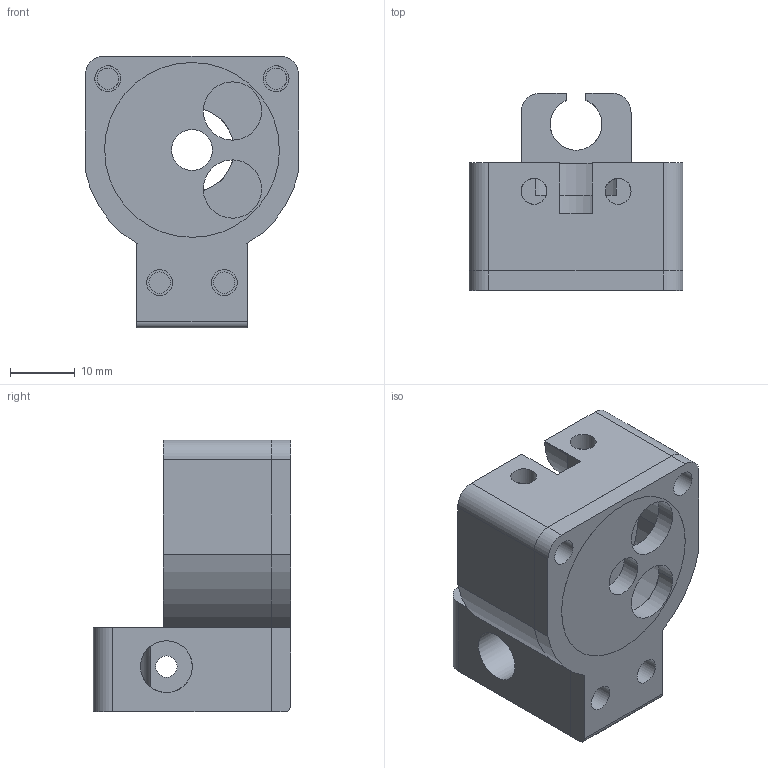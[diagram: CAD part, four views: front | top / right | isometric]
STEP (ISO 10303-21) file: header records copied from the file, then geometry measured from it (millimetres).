
FILE_DESCRIPTION(('HOOPS Exchange Step'),'2;1');
FILE_NAME('temp_export','2023-09-09T15:37:21+02:00',('mobile'),('Shapr3D Limited'),'HOOPS Exchange 2021.2','Shapr3D','Authorized');
FILE_SCHEMA( ('AP203_CONFIGURATION_CONTROLLED_3D_DESIGN_OF_MECHANICAL_PARTS_AND_ASSEMBLIES_MIM_LF') );
Length unit declared in the file: millimetre
Products named in the file (5): Dossier 09; Esquisse; Vice v2; V6; 19EB6A70-0A4F-41E7-B63B-0413BCB22F1B.tmp
Assembly tree (4 placements, depth 4):
  19EB6A70-0A4F-41E7-B63B-0413BCB22F1B.tmp
    V6
      Esquisse
        Dossier 09
      Vice v2
Bounding box: 33 x 30.5 x 42 mm (x, y, z)
Volume: 15693.8 mm3; surface area: 10247 mm2
Topology: 3 solids, 3 shells, 85 faces, 250 edges, 175 vertices
Faces by surface type: plane 43, cylinder 38, bspline 4
Full cylindrical faces by diameter (mm): 3.3 x6, 4 x5, 6.3 x1, 8 x1, 9 x1, 13 x1
Entity records: 5941 total; most frequent: CARTESIAN_POINT 3459, ORIENTED_EDGE 500, DIRECTION 485, EDGE_CURVE 250, AXIS2_PLACEMENT_3D 179, VERTEX_POINT 175, VECTOR 127, LINE 127
